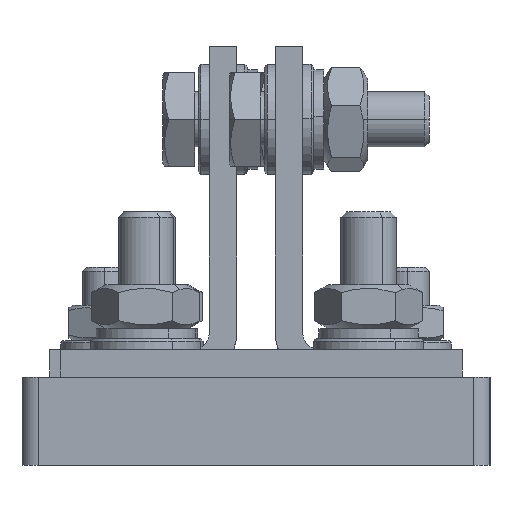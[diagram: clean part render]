
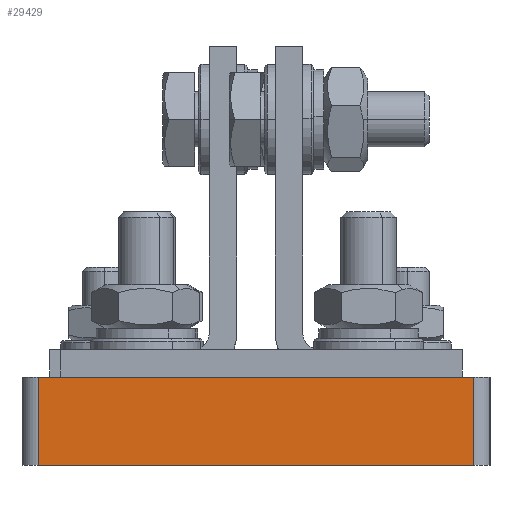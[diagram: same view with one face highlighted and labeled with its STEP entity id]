
A CAD part, left-side view. The second image highlights one B-rep face of the part: STEP entity #29429.
In plain terms, the highlighted planar face has unit normal (-1, 0, 0).
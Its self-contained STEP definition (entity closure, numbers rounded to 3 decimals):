
#27549=DIRECTION('',(0.,1.,0.));
#27550=VECTOR('',#27549,79.);
#27551=CARTESIAN_POINT('',(101.909,-127.723,
125.902));
#27552=LINE('',#27551,#27550);
#27904=DIRECTION('',(0.,0.,-1.));
#27905=VECTOR('',#27904,16.);
#27906=CARTESIAN_POINT('',(101.909,-48.723,
125.902));
#27907=LINE('',#27906,#27905);
#27918=DIRECTION('',(0.,1.,0.));
#27919=VECTOR('',#27918,79.);
#27920=CARTESIAN_POINT('',(101.909,-127.723,
109.902));
#27921=LINE('',#27920,#27919);
#27932=DIRECTION('',(0.,0.,1.));
#27933=VECTOR('',#27932,16.);
#27934=CARTESIAN_POINT('',(101.909,-127.723,
109.902));
#27935=LINE('',#27934,#27933);
#28838=CARTESIAN_POINT('',(101.909,-48.723,
109.902));
#28839=VERTEX_POINT('',#28838);
#28840=CARTESIAN_POINT('',(101.909,-127.723,
109.902));
#28841=VERTEX_POINT('',#28840);
#28872=CARTESIAN_POINT('',(101.909,-127.723,
125.902));
#28873=VERTEX_POINT('',#28872);
#28874=CARTESIAN_POINT('',(101.909,-48.723,
125.902));
#28875=VERTEX_POINT('',#28874);
#29417=CARTESIAN_POINT('',(101.909,-130.723,
109.902));
#29418=DIRECTION('',(-1.,0.,0.));
#29419=DIRECTION('',(0.,1.,0.));
#29420=AXIS2_PLACEMENT_3D('',#29417,#29418,#29419);
#29421=PLANE('',#29420);
#29423=ORIENTED_EDGE('',*,*,#29422,.F.);
#29424=ORIENTED_EDGE('',*,*,#29099,.T.);
#29425=ORIENTED_EDGE('',*,*,#29403,.F.);
#29426=ORIENTED_EDGE('',*,*,#29169,.F.);
#29427=EDGE_LOOP('',(#29423,#29424,#29425,#29426));
#29428=FACE_OUTER_BOUND('',#29427,.F.);
#29099=EDGE_CURVE('',#28841,#28839,#27921,.T.);
#29169=EDGE_CURVE('',#28873,#28875,#27552,.T.);
#29403=EDGE_CURVE('',#28875,#28839,#27907,.T.);
#29422=EDGE_CURVE('',#28841,#28873,#27935,.T.);
#29429=ADVANCED_FACE('',(#29428),#29421,.T.);
